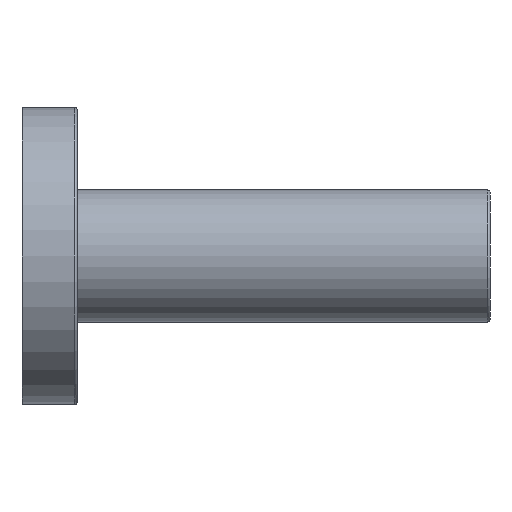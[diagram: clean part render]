
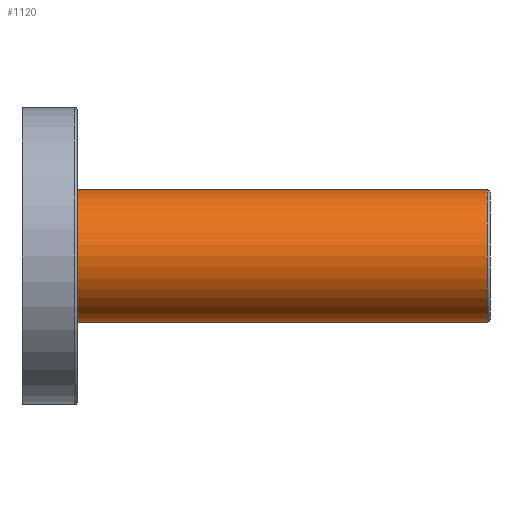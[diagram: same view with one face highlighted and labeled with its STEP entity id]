
A CAD part, front view. The second image highlights one B-rep face of the part: STEP entity #1120.
In plain terms, the highlighted cylindrical face has radius 12 mm (diameter 24 mm), a full revolution.
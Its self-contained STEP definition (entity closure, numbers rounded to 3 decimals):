
#61=B_SPLINE_CURVE_WITH_KNOTS('',3,(#1973,#1974,#1975,#1976,#1977,#1978,
#1979,#1980,#1981,#1982,#1983,#1984,#1985,#1986,#1987,#1988,#1989,#1990,
#1991),.UNSPECIFIED.,.F.,.F.,(4,2,2,2,3,2,2,2,4),(-1.273,-0.957,
-0.64,-0.32,0.,0.32,0.64,
0.957,1.273),.UNSPECIFIED.);
#62=B_SPLINE_CURVE_WITH_KNOTS('',3,(#1992,#1993,#1994,#1995,#1996,#1997,
#1998,#1999,#2000,#2001,#2002,#2003,#2004,#2005,#2006,#2007,#2008,#2009),
 .UNSPECIFIED.,.F.,.F.,(4,2,2,2,2,2,2,2,4),(-3.819,-3.503,
-3.186,-2.866,-2.546,-2.226,
-1.906,-1.589,-1.273),.UNSPECIFIED.);
#140=LINE('',#2013,#218);
#141=LINE('',#2014,#219);
#218=VECTOR('',#1552,12.);
#219=VECTOR('',#1553,12.);
#292=CYLINDRICAL_SURFACE('',#1332,12.);
#318=FACE_OUTER_BOUND('',#388,.T.);
#388=EDGE_LOOP('',(#844,#845,#846,#847,#848,#849,#850,#851,#852));
#471=CIRCLE('',#1327,12.);
#472=CIRCLE('',#1328,12.);
#474=CIRCLE('',#1333,12.);
#543=VERTEX_POINT('',#1959);
#544=VERTEX_POINT('',#1961);
#547=VERTEX_POINT('',#1970);
#548=VERTEX_POINT('',#1972);
#549=VERTEX_POINT('',#2011);
#657=EDGE_CURVE('',#544,#543,#471,.T.);
#658=EDGE_CURVE('',#543,#544,#472,.T.);
#662=EDGE_CURVE('',#548,#547,#61,.T.);
#663=EDGE_CURVE('',#547,#548,#62,.T.);
#664=EDGE_CURVE('',#549,#549,#474,.T.);
#665=EDGE_CURVE('',#549,#548,#140,.T.);
#666=EDGE_CURVE('',#547,#544,#141,.T.);
#844=ORIENTED_EDGE('',*,*,#664,.T.);
#845=ORIENTED_EDGE('',*,*,#665,.T.);
#846=ORIENTED_EDGE('',*,*,#662,.T.);
#847=ORIENTED_EDGE('',*,*,#666,.T.);
#848=ORIENTED_EDGE('',*,*,#657,.T.);
#849=ORIENTED_EDGE('',*,*,#658,.T.);
#850=ORIENTED_EDGE('',*,*,#666,.F.);
#851=ORIENTED_EDGE('',*,*,#663,.T.);
#852=ORIENTED_EDGE('',*,*,#665,.F.);
#1120=ADVANCED_FACE('',(#318),#292,.T.);
#1327=AXIS2_PLACEMENT_3D('',#1962,#1536,#1537);
#1328=AXIS2_PLACEMENT_3D('',#1963,#1538,#1539);
#1332=AXIS2_PLACEMENT_3D('',#2010,#1548,#1549);
#1333=AXIS2_PLACEMENT_3D('',#2012,#1550,#1551);
#1536=DIRECTION('center_axis',(-1.,0.,0.));
#1537=DIRECTION('ref_axis',(0.,0.,
-1.));
#1538=DIRECTION('center_axis',(-1.,0.,0.));
#1539=DIRECTION('ref_axis',(0.,0.,
-1.));
#1548=DIRECTION('center_axis',(-1.,0.,0.));
#1549=DIRECTION('ref_axis',(0.,0.,
1.));
#1550=DIRECTION('center_axis',(1.,0.,0.));
#1551=DIRECTION('ref_axis',(0.,0.,
-1.));
#1552=DIRECTION('',(1.,0.,0.));
#1553=DIRECTION('',(1.,0.,0.));
#1959=CARTESIAN_POINT('',(84.44,0.,-1.582));
#1961=CARTESIAN_POINT('',(84.44,0.,-25.582));
#1962=CARTESIAN_POINT('Origin',(84.44,0.,-13.582));
#1963=CARTESIAN_POINT('Origin',(84.44,0.,-13.582));
#1970=CARTESIAN_POINT('',(81.04,0.,-25.582));
#1972=CARTESIAN_POINT('',(64.84,0.,-25.582));
#1973=CARTESIAN_POINT('Ctrl Pts',(64.84,0.,-25.582));
#1974=CARTESIAN_POINT('Ctrl Pts',(64.84,-1.055,-25.582));
#1975=CARTESIAN_POINT('Ctrl Pts',(65.058,-2.156,-25.431));
#1976=CARTESIAN_POINT('Ctrl Pts',(65.897,-4.144,-24.89));
#1977=CARTESIAN_POINT('Ctrl Pts',(66.516,-5.031,-24.505));
#1978=CARTESIAN_POINT('Ctrl Pts',(67.916,-6.432,-23.744));
#1979=CARTESIAN_POINT('Ctrl Pts',(68.802,-7.046,-23.31));
#1980=CARTESIAN_POINT('Ctrl Pts',(70.778,-7.879,-22.648));
#1981=CARTESIAN_POINT('Ctrl Pts',(71.872,-8.1,-22.435));
#1982=CARTESIAN_POINT('Ctrl Pts',(72.94,-8.1,-22.435));
#1983=CARTESIAN_POINT('Ctrl Pts',(74.007,-8.1,-22.435));
#1984=CARTESIAN_POINT('Ctrl Pts',(75.101,-7.879,-22.648));
#1985=CARTESIAN_POINT('Ctrl Pts',(77.077,-7.046,-23.31));
#1986=CARTESIAN_POINT('Ctrl Pts',(77.963,-6.432,-23.744));
#1987=CARTESIAN_POINT('Ctrl Pts',(79.363,-5.031,-24.505));
#1988=CARTESIAN_POINT('Ctrl Pts',(79.982,-4.144,-24.89));
#1989=CARTESIAN_POINT('Ctrl Pts',(80.821,-2.156,-25.431));
#1990=CARTESIAN_POINT('Ctrl Pts',(81.04,-1.055,-25.582));
#1991=CARTESIAN_POINT('Ctrl Pts',(81.04,0.,
-25.582));
#1992=CARTESIAN_POINT('Ctrl Pts',(81.04,0.,
-25.582));
#1993=CARTESIAN_POINT('Ctrl Pts',(81.04,1.055,-25.582));
#1994=CARTESIAN_POINT('Ctrl Pts',(80.821,2.156,-25.431));
#1995=CARTESIAN_POINT('Ctrl Pts',(79.982,4.144,-24.89));
#1996=CARTESIAN_POINT('Ctrl Pts',(79.363,5.031,-24.505));
#1997=CARTESIAN_POINT('Ctrl Pts',(77.963,6.432,-23.744));
#1998=CARTESIAN_POINT('Ctrl Pts',(77.077,7.046,-23.31));
#1999=CARTESIAN_POINT('Ctrl Pts',(75.101,7.879,-22.648));
#2000=CARTESIAN_POINT('Ctrl Pts',(74.007,8.1,-22.435));
#2001=CARTESIAN_POINT('Ctrl Pts',(71.872,8.1,-22.435));
#2002=CARTESIAN_POINT('Ctrl Pts',(70.778,7.879,-22.648));
#2003=CARTESIAN_POINT('Ctrl Pts',(68.802,7.046,-23.31));
#2004=CARTESIAN_POINT('Ctrl Pts',(67.916,6.432,-23.744));
#2005=CARTESIAN_POINT('Ctrl Pts',(66.516,5.031,-24.505));
#2006=CARTESIAN_POINT('Ctrl Pts',(65.897,4.144,-24.89));
#2007=CARTESIAN_POINT('Ctrl Pts',(65.058,2.156,-25.431));
#2008=CARTESIAN_POINT('Ctrl Pts',(64.84,1.055,-25.582));
#2009=CARTESIAN_POINT('Ctrl Pts',(64.84,0.,
-25.582));
#2010=CARTESIAN_POINT('Origin',(84.94,0.,-13.582));
#2011=CARTESIAN_POINT('',(9.94,0.,-25.582));
#2012=CARTESIAN_POINT('Origin',(9.94,0.,-13.582));
#2013=CARTESIAN_POINT('',(84.94,0.,-25.582));
#2014=CARTESIAN_POINT('',(84.94,0.,-25.582));
